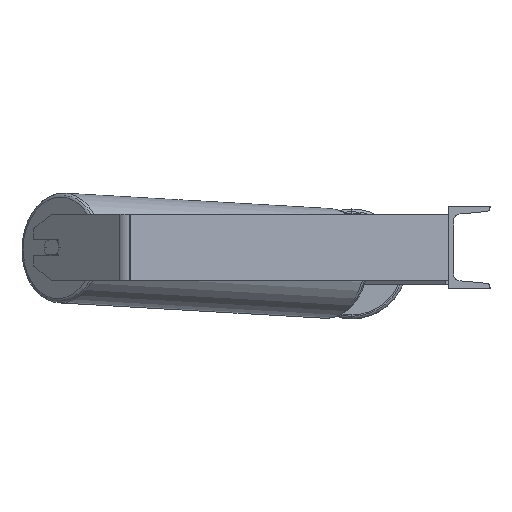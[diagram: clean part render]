
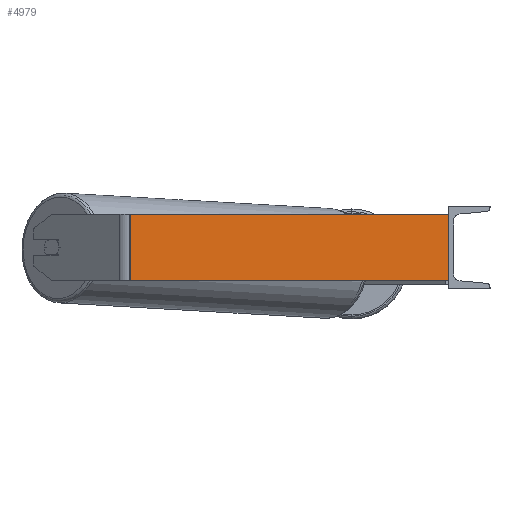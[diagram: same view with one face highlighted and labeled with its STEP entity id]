
A CAD part, left-side view. The second image highlights one B-rep face of the part: STEP entity #4979.
In plain terms, the highlighted planar face has unit normal (-0.996, -0.087, 0).
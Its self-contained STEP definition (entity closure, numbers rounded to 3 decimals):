
#76 = FACE_OUTER_BOUND ( 'NONE', #7349, .T. ) ;
#129 = EDGE_CURVE ( 'NONE', #5989, #2889, #5197, .T. ) ;
#166 = VECTOR ( 'NONE', #7472, 1000. ) ;
#289 = CARTESIAN_POINT ( 'NONE',  ( -685., 0., -40. ) ) ;
#470 = CARTESIAN_POINT ( 'NONE',  ( -718.684, 385.011, 40. ) ) ;
#1042 = EDGE_CURVE ( 'NONE', #2933, #5540, #6061, .T. ) ;
#1096 = CARTESIAN_POINT ( 'NONE',  ( -718.684, 385.011, 40. ) ) ;
#1554 = DIRECTION ( 'NONE',  ( 0.087, -0.996, 0. ) ) ;
#1738 = VECTOR ( 'NONE', #2450, 1000. ) ;
#2450 = DIRECTION ( 'NONE',  ( 0.087, -0.996, 0. ) ) ;
#2889 = VERTEX_POINT ( 'NONE', #289 ) ;
#2933 = VERTEX_POINT ( 'NONE', #1096 ) ;
#2999 = CARTESIAN_POINT ( 'NONE',  ( -719.334, 392.444, -40. ) ) ;
#3210 = CARTESIAN_POINT ( 'NONE',  ( -719.334, 392.444, 40. ) ) ;
#3425 = DIRECTION ( 'NONE',  ( 0., 0., -1. ) ) ;
#4105 = CARTESIAN_POINT ( 'NONE',  ( -685., 0., 40. ) ) ;
#4678 = CARTESIAN_POINT ( 'NONE',  ( -685., 0., 40. ) ) ;
#4834 = LINE ( 'NONE', #4105, #5036 ) ;
#4979 = ADVANCED_FACE ( 'NONE', ( #76 ), #5594, .F. ) ;
#5036 = VECTOR ( 'NONE', #3425, 1000. ) ;
#5038 = AXIS2_PLACEMENT_3D ( 'NONE', #5645, #6373, #8412 ) ;
#5197 = LINE ( 'NONE', #2999, #6428 ) ;
#5540 = VERTEX_POINT ( 'NONE', #4678 ) ;
#5594 = PLANE ( 'NONE',  #5038 ) ;
#5645 = CARTESIAN_POINT ( 'NONE',  ( -719.334, 392.444, 40. ) ) ;
#5677 = CARTESIAN_POINT ( 'NONE',  ( -718.684, 385.011, -40. ) ) ;
#5818 = ORIENTED_EDGE ( 'NONE', *, *, #7821, .T. ) ;
#5989 = VERTEX_POINT ( 'NONE', #5677 ) ;
#6032 = ORIENTED_EDGE ( 'NONE', *, *, #7029, .F. ) ;
#6061 = LINE ( 'NONE', #3210, #1738 ) ;
#6072 = LINE ( 'NONE', #470, #166 ) ;
#6373 = DIRECTION ( 'NONE',  ( 0.996, 0.087, 0. ) ) ;
#6428 = VECTOR ( 'NONE', #1554, 1000. ) ;
#6456 = ORIENTED_EDGE ( 'NONE', *, *, #1042, .F. ) ;
#7029 = EDGE_CURVE ( 'NONE', #5540, #2889, #4834, .T. ) ;
#7349 = EDGE_LOOP ( 'NONE', ( #9079, #6032, #6456, #5818 ) ) ;
#7472 = DIRECTION ( 'NONE',  ( 0., 0., -1. ) ) ;
#7821 = EDGE_CURVE ( 'NONE', #2933, #5989, #6072, .T. ) ;
#8412 = DIRECTION ( 'NONE',  ( -0.087, 0.996, 0. ) ) ;
#9079 = ORIENTED_EDGE ( 'NONE', *, *, #129, .T. ) ;
